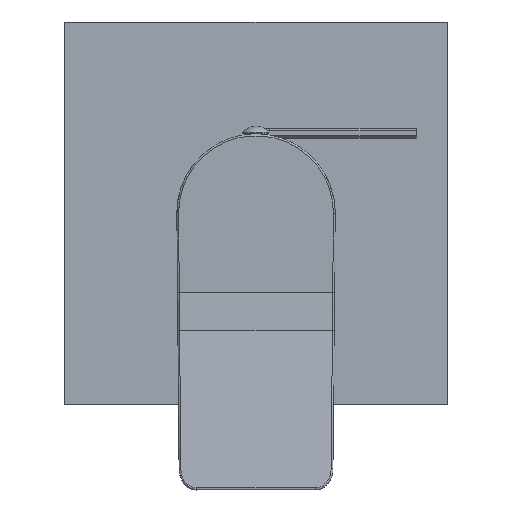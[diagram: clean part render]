
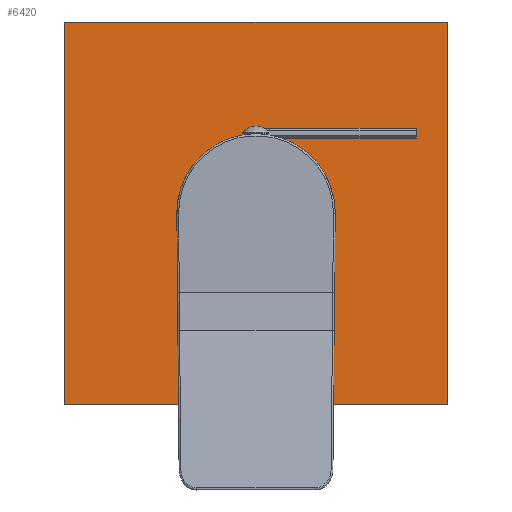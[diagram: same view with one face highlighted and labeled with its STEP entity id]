
A CAD part, top view. The second image highlights one B-rep face of the part: STEP entity #6420.
In plain terms, the highlighted face is planar.
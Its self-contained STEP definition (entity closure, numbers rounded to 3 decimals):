
#6073=CARTESIAN_POINT('',(0.,2.,0.));
#6074=DIRECTION('',(0.,-1.,0.));
#6075=DIRECTION('',(1.,0.,0.));
#6076=AXIS2_PLACEMENT_3D('',#6073,#6074,#6075);
#6081=CARTESIAN_POINT('',(0.,2.,0.));
#6082=DIRECTION('',(0.,-1.,0.));
#6083=DIRECTION('',(-1.,0.,0.));
#6084=AXIS2_PLACEMENT_3D('',#6081,#6082,#6083);
#6089=DIRECTION('',(0.,0.,1.));
#6090=VECTOR('',#6089,110.);
#6091=CARTESIAN_POINT('',(-55.,2.,-55.));
#6092=LINE('',#6091,#6090);
#6096=DIRECTION('',(-1.,0.,0.));
#6097=VECTOR('',#6096,110.);
#6098=CARTESIAN_POINT('',(55.,2.,-55.));
#6099=LINE('',#6098,#6097);
#6103=DIRECTION('',(0.,0.,-1.));
#6104=VECTOR('',#6103,110.);
#6105=CARTESIAN_POINT('',(55.,2.,55.));
#6106=LINE('',#6105,#6104);
#6110=DIRECTION('',(1.,0.,0.));
#6111=VECTOR('',#6110,110.);
#6112=CARTESIAN_POINT('',(-55.,2.,55.));
#6113=LINE('',#6112,#6111);
#6293=CARTESIAN_POINT('',(22.8,2.,0.));
#6294=CARTESIAN_POINT('',(-22.8,2.,0.));
#6295=VERTEX_POINT('',#6293);
#6296=VERTEX_POINT('',#6294);
#6297=CARTESIAN_POINT('',(-55.,2.,-55.));
#6298=CARTESIAN_POINT('',(-55.,2.,55.));
#6299=VERTEX_POINT('',#6297);
#6300=VERTEX_POINT('',#6298);
#6301=CARTESIAN_POINT('',(55.,2.,55.));
#6302=VERTEX_POINT('',#6301);
#6303=CARTESIAN_POINT('',(55.,2.,-55.));
#6304=VERTEX_POINT('',#6303);
#6401=CARTESIAN_POINT('',(0.,2.,0.));
#6402=DIRECTION('',(0.,1.,0.));
#6403=DIRECTION('',(1.,0.,0.));
#6404=AXIS2_PLACEMENT_3D('',#6401,#6402,#6403);
#6405=PLANE('',#6404);
#6407=ORIENTED_EDGE('',*,*,#6406,.F.);
#6409=ORIENTED_EDGE('',*,*,#6408,.F.);
#6411=ORIENTED_EDGE('',*,*,#6410,.F.);
#6413=ORIENTED_EDGE('',*,*,#6412,.F.);
#6414=EDGE_LOOP('',(#6407,#6409,#6411,#6413));
#6415=FACE_OUTER_BOUND('',#6414,.F.);
#6416=ORIENTED_EDGE('',*,*,#6381,.F.);
#6417=ORIENTED_EDGE('',*,*,#6395,.F.);
#6418=EDGE_LOOP('',(#6416,#6417));
#6419=FACE_BOUND('',#6418,.F.);
#6420=ADVANCED_FACE('',(#6415,#6419),#6405,.T.);
#6077=CIRCLE('',#6076,22.8);
#6085=CIRCLE('',#6084,22.8);
#6381=EDGE_CURVE('',#6295,#6296,#6077,.T.);
#6395=EDGE_CURVE('',#6296,#6295,#6085,.T.);
#6406=EDGE_CURVE('',#6299,#6300,#6092,.T.);
#6408=EDGE_CURVE('',#6304,#6299,#6099,.T.);
#6410=EDGE_CURVE('',#6302,#6304,#6106,.T.);
#6412=EDGE_CURVE('',#6300,#6302,#6113,.T.);
